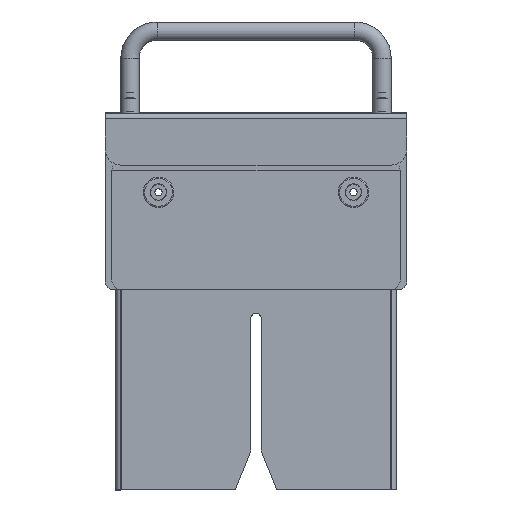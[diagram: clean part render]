
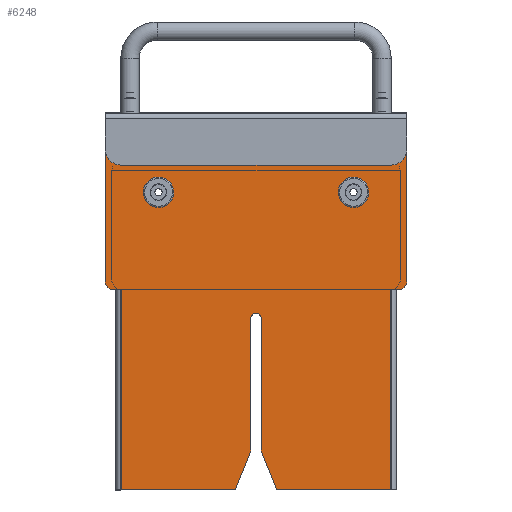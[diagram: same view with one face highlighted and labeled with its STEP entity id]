
A CAD part, left-side view. The second image highlights one B-rep face of the part: STEP entity #6248.
In plain terms, the highlighted face is planar.
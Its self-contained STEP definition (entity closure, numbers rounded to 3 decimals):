
#154=FACE_BOUND('',#1027,.T.);
#155=FACE_BOUND('',#1028,.T.);
#384=PLANE('',#6794);
#680=FACE_OUTER_BOUND('',#1026,.T.);
#1026=EDGE_LOOP('',(#5534,#5535,#5536,#5537,#5538,#5539,#5540,#5541,#5542,
#5543,#5544,#5545,#5546,#5547,#5548,#5549,#5550,#5551,#5552,#5553));
#1027=EDGE_LOOP('',(#5554));
#1028=EDGE_LOOP('',(#5555));
#1743=LINE('',#10483,#2488);
#1751=LINE('',#10510,#2496);
#1752=LINE('',#10511,#2497);
#1753=LINE('',#10515,#2498);
#1754=LINE('',#10517,#2499);
#1755=LINE('',#10519,#2500);
#1756=LINE('',#10521,#2501);
#1757=LINE('',#10523,#2502);
#1758=LINE('',#10525,#2503);
#1759=LINE('',#10527,#2504);
#1760=LINE('',#10531,#2505);
#1761=LINE('',#10533,#2506);
#1762=LINE('',#10535,#2507);
#1763=LINE('',#10537,#2508);
#1764=LINE('',#10539,#2509);
#1765=LINE('',#10541,#2510);
#1766=LINE('',#10542,#2511);
#2488=VECTOR('',#8132,10.);
#2496=VECTOR('',#8156,10.);
#2497=VECTOR('',#8157,10.);
#2498=VECTOR('',#8160,10.);
#2499=VECTOR('',#8161,10.);
#2500=VECTOR('',#8162,10.);
#2501=VECTOR('',#8163,10.);
#2502=VECTOR('',#8164,10.);
#2503=VECTOR('',#8165,10.);
#2504=VECTOR('',#8166,10.);
#2505=VECTOR('',#8169,10.);
#2506=VECTOR('',#8170,10.);
#2507=VECTOR('',#8171,10.);
#2508=VECTOR('',#8172,10.);
#2509=VECTOR('',#8173,10.);
#2510=VECTOR('',#8174,10.);
#2511=VECTOR('',#8175,10.);
#2659=CIRCLE('',#6793,3.);
#2660=CIRCLE('',#6795,3.);
#2661=CIRCLE('',#6796,2.);
#2662=CIRCLE('',#6797,3.25);
#2663=CIRCLE('',#6798,3.25);
#3160=VERTEX_POINT('',#10480);
#3161=VERTEX_POINT('',#10482);
#3170=VERTEX_POINT('',#10503);
#3171=VERTEX_POINT('',#10505);
#3172=VERTEX_POINT('',#10509);
#3173=VERTEX_POINT('',#10512);
#3174=VERTEX_POINT('',#10514);
#3175=VERTEX_POINT('',#10516);
#3176=VERTEX_POINT('',#10518);
#3177=VERTEX_POINT('',#10520);
#3178=VERTEX_POINT('',#10522);
#3179=VERTEX_POINT('',#10524);
#3180=VERTEX_POINT('',#10526);
#3181=VERTEX_POINT('',#10528);
#3182=VERTEX_POINT('',#10530);
#3183=VERTEX_POINT('',#10532);
#3184=VERTEX_POINT('',#10534);
#3185=VERTEX_POINT('',#10536);
#3186=VERTEX_POINT('',#10538);
#3187=VERTEX_POINT('',#10540);
#3188=VERTEX_POINT('',#10543);
#3189=VERTEX_POINT('',#10545);
#3970=EDGE_CURVE('',#3161,#3160,#1743,.T.);
#3981=EDGE_CURVE('',#3170,#3171,#2659,.T.);
#3983=EDGE_CURVE('',#3170,#3172,#1751,.T.);
#3984=EDGE_CURVE('',#3172,#3161,#1752,.T.);
#3985=EDGE_CURVE('',#3173,#3160,#2660,.T.);
#3986=EDGE_CURVE('',#3173,#3174,#1753,.T.);
#3987=EDGE_CURVE('',#3174,#3175,#1754,.T.);
#3988=EDGE_CURVE('',#3175,#3176,#1755,.T.);
#3989=EDGE_CURVE('',#3176,#3177,#1756,.T.);
#3990=EDGE_CURVE('',#3178,#3177,#1757,.T.);
#3991=EDGE_CURVE('',#3178,#3179,#1758,.T.);
#3992=EDGE_CURVE('',#3179,#3180,#1759,.T.);
#3993=EDGE_CURVE('',#3180,#3181,#2661,.T.);
#3994=EDGE_CURVE('',#3181,#3182,#1760,.T.);
#3995=EDGE_CURVE('',#3182,#3183,#1761,.T.);
#3996=EDGE_CURVE('',#3184,#3183,#1762,.T.);
#3997=EDGE_CURVE('',#3184,#3185,#1763,.T.);
#3998=EDGE_CURVE('',#3185,#3186,#1764,.T.);
#3999=EDGE_CURVE('',#3186,#3187,#1765,.T.);
#4000=EDGE_CURVE('',#3187,#3171,#1766,.T.);
#4001=EDGE_CURVE('',#3188,#3188,#2662,.T.);
#4002=EDGE_CURVE('',#3189,#3189,#2663,.T.);
#5534=ORIENTED_EDGE('',*,*,#3981,.F.);
#5535=ORIENTED_EDGE('',*,*,#3983,.T.);
#5536=ORIENTED_EDGE('',*,*,#3984,.T.);
#5537=ORIENTED_EDGE('',*,*,#3970,.T.);
#5538=ORIENTED_EDGE('',*,*,#3985,.F.);
#5539=ORIENTED_EDGE('',*,*,#3986,.T.);
#5540=ORIENTED_EDGE('',*,*,#3987,.T.);
#5541=ORIENTED_EDGE('',*,*,#3988,.T.);
#5542=ORIENTED_EDGE('',*,*,#3989,.T.);
#5543=ORIENTED_EDGE('',*,*,#3990,.F.);
#5544=ORIENTED_EDGE('',*,*,#3991,.T.);
#5545=ORIENTED_EDGE('',*,*,#3992,.T.);
#5546=ORIENTED_EDGE('',*,*,#3993,.T.);
#5547=ORIENTED_EDGE('',*,*,#3994,.T.);
#5548=ORIENTED_EDGE('',*,*,#3995,.T.);
#5549=ORIENTED_EDGE('',*,*,#3996,.F.);
#5550=ORIENTED_EDGE('',*,*,#3997,.T.);
#5551=ORIENTED_EDGE('',*,*,#3998,.T.);
#5552=ORIENTED_EDGE('',*,*,#3999,.T.);
#5553=ORIENTED_EDGE('',*,*,#4000,.T.);
#5554=ORIENTED_EDGE('',*,*,#4001,.T.);
#5555=ORIENTED_EDGE('',*,*,#4002,.T.);
#6248=ADVANCED_FACE('',(#680,#154,#155),#384,.T.);
#6793=AXIS2_PLACEMENT_3D('',#10506,#8151,#8152);
#6794=AXIS2_PLACEMENT_3D('',#10508,#8154,#8155);
#6795=AXIS2_PLACEMENT_3D('',#10513,#8158,#8159);
#6796=AXIS2_PLACEMENT_3D('',#10529,#8167,#8168);
#6797=AXIS2_PLACEMENT_3D('',#10544,#8176,#8177);
#6798=AXIS2_PLACEMENT_3D('',#10546,#8178,#8179);
#8132=DIRECTION('',(0.,-1.,0.));
#8151=DIRECTION('center_axis',(0.,0.,-1.));
#8152=DIRECTION('ref_axis',(0.707,-0.707,0.));
#8154=DIRECTION('center_axis',(0.,0.,1.));
#8155=DIRECTION('ref_axis',(1.,0.,0.));
#8156=DIRECTION('',(0.,1.,0.));
#8157=DIRECTION('',(-1.,0.,0.));
#8158=DIRECTION('center_axis',(0.,0.,-1.));
#8159=DIRECTION('ref_axis',(-0.707,-0.707,0.));
#8160=DIRECTION('',(1.,0.,0.));
#8161=DIRECTION('',(0.,-1.,0.));
#8162=DIRECTION('',(-1.,0.,0.));
#8163=DIRECTION('',(0.,-1.,0.));
#8164=DIRECTION('',(-1.,0.,0.));
#8165=DIRECTION('',(0.371,0.928,0.));
#8166=DIRECTION('',(0.,1.,0.));
#8167=DIRECTION('center_axis',(0.,0.,-1.));
#8168=DIRECTION('ref_axis',(1.,0.,0.));
#8169=DIRECTION('',(0.,-1.,0.));
#8170=DIRECTION('',(0.371,-0.928,0.));
#8171=DIRECTION('',(-1.,0.,0.));
#8172=DIRECTION('',(0.,1.,0.));
#8173=DIRECTION('',(-1.,0.,0.));
#8174=DIRECTION('',(0.,1.,0.));
#8175=DIRECTION('',(1.,0.,0.));
#8176=DIRECTION('center_axis',(0.,0.,-1.));
#8177=DIRECTION('ref_axis',(1.,0.,0.));
#8178=DIRECTION('center_axis',(0.,0.,-1.));
#8179=DIRECTION('ref_axis',(1.,0.,0.));
#10480=CARTESIAN_POINT('',(-58.,7.6,2.));
#10482=CARTESIAN_POINT('',(-58.,70.4,2.));
#10483=CARTESIAN_POINT('',(-58.,72.5,2.));
#10503=CARTESIAN_POINT('',(58.,7.6,2.));
#10505=CARTESIAN_POINT('',(55.,4.6,2.));
#10506=CARTESIAN_POINT('Origin',(55.,7.6,2.));
#10508=CARTESIAN_POINT('Origin',(0.,0.,2.));
#10509=CARTESIAN_POINT('',(58.,70.4,2.));
#10510=CARTESIAN_POINT('',(58.,4.6,2.));
#10511=CARTESIAN_POINT('',(29.,70.4,2.));
#10512=CARTESIAN_POINT('',(-55.,4.6,2.));
#10513=CARTESIAN_POINT('Origin',(-55.,7.6,2.));
#10514=CARTESIAN_POINT('',(-51.,4.6,2.));
#10515=CARTESIAN_POINT('',(-27.,4.6,2.));
#10516=CARTESIAN_POINT('',(-51.,4.5,2.));
#10517=CARTESIAN_POINT('',(-51.,2.3,2.));
#10518=CARTESIAN_POINT('',(-51.9,4.5,2.));
#10519=CARTESIAN_POINT('',(-25.5,4.5,2.));
#10520=CARTESIAN_POINT('',(-51.9,-72.5,2.));
#10521=CARTESIAN_POINT('',(-51.9,-36.25,2.));
#10522=CARTESIAN_POINT('',(-8.,-72.5,2.));
#10523=CARTESIAN_POINT('',(-54.,-72.5,2.));
#10524=CARTESIAN_POINT('',(-2.,-57.5,2.));
#10525=CARTESIAN_POINT('',(8.052,-32.371,2.));
#10526=CARTESIAN_POINT('',(-2.,-6.5,2.));
#10527=CARTESIAN_POINT('',(-2.,-28.75,2.));
#10528=CARTESIAN_POINT('',(2.,-6.5,2.));
#10529=CARTESIAN_POINT('Origin',(0.,-6.5,
2.));
#10530=CARTESIAN_POINT('',(2.,-57.5,2.));
#10531=CARTESIAN_POINT('',(2.,-28.75,2.));
#10532=CARTESIAN_POINT('',(8.,-72.5,2.));
#10533=CARTESIAN_POINT('',(-5.052,-39.871,2.));
#10534=CARTESIAN_POINT('',(51.9,-72.5,2.));
#10535=CARTESIAN_POINT('',(-54.,-72.5,2.));
#10536=CARTESIAN_POINT('',(51.9,4.5,2.));
#10537=CARTESIAN_POINT('',(51.9,2.25,2.));
#10538=CARTESIAN_POINT('',(51.,4.5,2.));
#10539=CARTESIAN_POINT('',(27.,4.5,2.));
#10540=CARTESIAN_POINT('',(51.,4.6,2.));
#10541=CARTESIAN_POINT('',(51.,2.25,2.));
#10542=CARTESIAN_POINT('',(25.5,4.6,2.));
#10543=CARTESIAN_POINT('',(-40.75,42.,2.));
#10544=CARTESIAN_POINT('Origin',(-37.5,42.,2.));
#10545=CARTESIAN_POINT('',(34.25,42.,2.));
#10546=CARTESIAN_POINT('Origin',(37.5,42.,2.));
